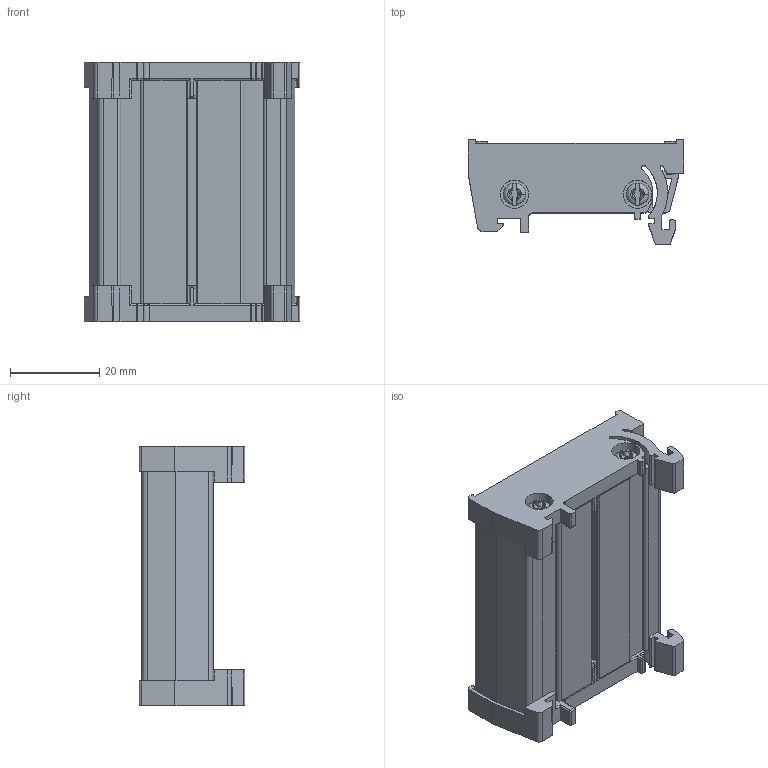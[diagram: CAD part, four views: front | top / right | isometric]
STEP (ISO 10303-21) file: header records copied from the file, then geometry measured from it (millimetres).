
FILE_DESCRIPTION (( 'STEP AP214' ), '1' );
FILE_NAME ('PHMCR-50.STEP', '2022-01-25T06:21:50', ( '' ), ( '' ), 'SwSTEP 2.0', 'SolidWorks 2017', '' );
FILE_SCHEMA (( 'AUTOMOTIVE_DESIGN' ));
Length unit declared in the file: millimetre
Products named in the file (14): PHME_PHME-50; Side Screw; PCB-42_PCB-42-50; PHME; PHMRFL; PHMCR-50; PHMRFR; PCB-42
Assembly tree (8 placements, depth 2):
  Side Screw
  Side Screw
  PHME
  PHMCR-50
    PHME_PHME-50
    PCB-42_PCB-42-50
    PHMRFL
    PHMRFR
    Side Screw  x4
  Side Screw
Bounding box: 48.2 x 23.6 x 58 mm (x, y, z)
Volume: 15956.5 mm3; surface area: 24299.3 mm2
Topology: 8 solids, 8 shells, 619 faces, 1667 edges, 1059 vertices
Faces by surface type: plane 312, cylinder 208, torus 41, bspline 28, cone 20, sphere 10
Entity records: 17756 total; most frequent: CARTESIAN_POINT 3680, ORIENTED_EDGE 2930, DIRECTION 2875, EDGE_CURVE 1465, VECTOR 965, LINE 965, AXIS2_PLACEMENT_3D 955, VERTEX_POINT 942
